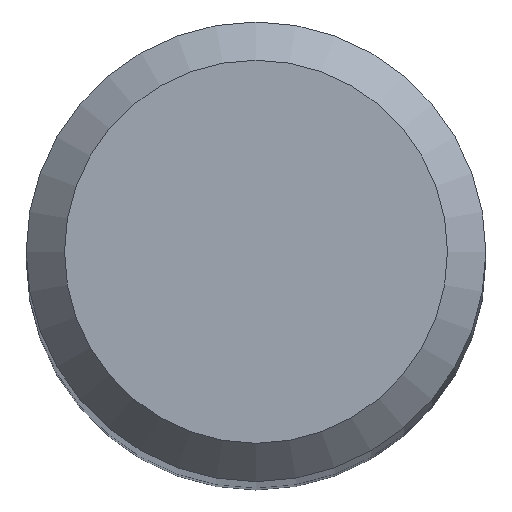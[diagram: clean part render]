
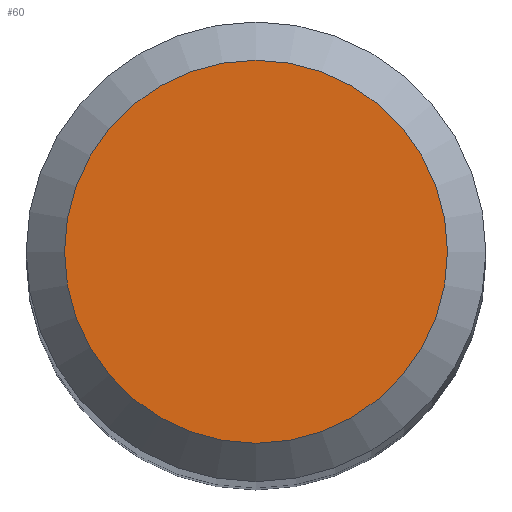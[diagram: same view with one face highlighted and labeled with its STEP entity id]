
A CAD part, top view. The second image highlights one B-rep face of the part: STEP entity #60.
In plain terms, the highlighted planar face has unit normal (0, 0, 1).
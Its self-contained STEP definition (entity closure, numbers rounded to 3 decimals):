
#11 = DIRECTION ( 'NONE',  ( 0., 0., -1. ) ) ;
#38 = DIRECTION ( 'NONE',  ( 0., 1., 0. ) ) ;
#60 = ADVANCED_FACE ( 'NONE', ( #107 ), #136, .F. ) ;
#67 = ORIENTED_EDGE ( 'NONE', *, *, #171, .F. ) ;
#75 = CARTESIAN_POINT ( 'NONE',  ( 0., 0., 63. ) ) ;
#79 = DIRECTION ( 'NONE',  ( 0., 1., 0. ) ) ;
#107 = FACE_OUTER_BOUND ( 'NONE', #174, .T. ) ;
#111 = AXIS2_PLACEMENT_3D ( 'NONE', #135, #11, #38 ) ;
#135 = CARTESIAN_POINT ( 'NONE',  ( 0., 0., 63. ) ) ;
#136 = PLANE ( 'NONE',  #157 ) ;
#138 = CIRCLE ( 'NONE', #111, 2.5 ) ;
#157 = AXIS2_PLACEMENT_3D ( 'NONE', #75, #167, #79 ) ;
#167 = DIRECTION ( 'NONE',  ( 0., 0., -1. ) ) ;
#171 = EDGE_CURVE ( 'NONE', #202, #202, #138, .T. ) ;
#174 = EDGE_LOOP ( 'NONE', ( #67 ) ) ;
#181 = CARTESIAN_POINT ( 'NONE',  ( 0., 2.5, 63. ) ) ;
#202 = VERTEX_POINT ( 'NONE', #181 ) ;
